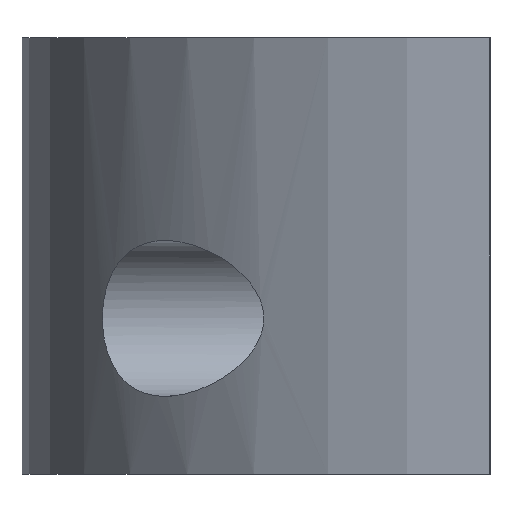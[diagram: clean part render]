
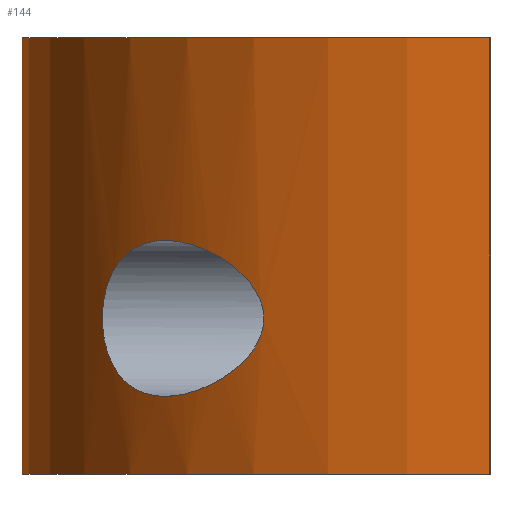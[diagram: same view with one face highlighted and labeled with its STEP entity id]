
A CAD part, left-side view. The second image highlights one B-rep face of the part: STEP entity #144.
In plain terms, the highlighted cylindrical face has radius 16 mm (diameter 32 mm), a partial arc.
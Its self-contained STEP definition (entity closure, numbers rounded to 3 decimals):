
#16=FACE_BOUND('',#36,.T.);
#17=FACE_BOUND('',#37,.T.);
#26=FACE_OUTER_BOUND('',#35,.T.);
#35=EDGE_LOOP('',(#114,#115,#116,#117));
#36=EDGE_LOOP('',(#118));
#37=EDGE_LOOP('',(#119));
#43=B_SPLINE_CURVE_WITH_KNOTS('',3,(#232,#233,#234,#235,#236,#237,#238,
#239,#240,#241,#242,#243,#244,#245,#246,#247,#248,#249,#250,#251,#252,#253,
#254,#255,#256,#257,#258,#259,#260,#261,#262,#263,#264,#265,#266,#267,#268,
#269),.UNSPECIFIED.,.T.,.F.,(4,2,2,2,2,2,2,2,2,2,2,2,2,2,2,2,2,2,4),(0.,
0.092,0.184,0.31,0.435,
0.586,0.736,0.834,0.883,
0.932,0.99,1.047,1.162,1.297,
1.432,1.551,1.669,1.768,1.867),
 .UNSPECIFIED.);
#44=B_SPLINE_CURVE_WITH_KNOTS('',3,(#275,#276,#277,#278,#279,#280,#281,
#282,#283,#284,#285,#286,#287,#288,#289,#290,#291,#292,#293,#294,#295,#296,
#297,#298,#299,#300,#301,#302,#303,#304,#305,#306,#307,#308,#309,#310,#311,
#312),.UNSPECIFIED.,.T.,.F.,(4,2,2,2,2,2,2,2,2,2,2,2,2,2,2,2,2,2,4),(0.,
0.049,0.098,0.196,0.346,
0.496,0.622,0.747,0.839,
0.931,1.03,1.129,1.247,1.366,
1.501,1.635,1.75,1.807,1.864),
 .UNSPECIFIED.);
#48=LINE('',#318,#58);
#51=LINE('',#326,#61);
#58=VECTOR('',#201,10.);
#61=VECTOR('',#208,10.);
#67=CIRCLE('',#178,16.);
#68=CIRCLE('',#179,16.);
#72=VERTEX_POINT('',#230);
#74=VERTEX_POINT('',#273);
#76=VERTEX_POINT('',#315);
#77=VERTEX_POINT('',#317);
#79=VERTEX_POINT('',#323);
#80=VERTEX_POINT('',#325);
#85=EDGE_CURVE('',#72,#72,#43,.T.);
#88=EDGE_CURVE('',#74,#74,#44,.T.);
#90=EDGE_CURVE('',#77,#76,#48,.T.);
#93=EDGE_CURVE('',#76,#79,#67,.T.);
#94=EDGE_CURVE('',#80,#79,#51,.T.);
#95=EDGE_CURVE('',#77,#80,#68,.T.);
#114=ORIENTED_EDGE('',*,*,#93,.T.);
#115=ORIENTED_EDGE('',*,*,#94,.F.);
#116=ORIENTED_EDGE('',*,*,#95,.F.);
#117=ORIENTED_EDGE('',*,*,#90,.T.);
#118=ORIENTED_EDGE('',*,*,#85,.T.);
#119=ORIENTED_EDGE('',*,*,#88,.T.);
#139=CYLINDRICAL_SURFACE('',#177,16.);
#144=ADVANCED_FACE('',(#26,#16,#17),#139,.T.);
#177=AXIS2_PLACEMENT_3D('',#322,#204,#205);
#178=AXIS2_PLACEMENT_3D('',#324,#206,#207);
#179=AXIS2_PLACEMENT_3D('',#327,#209,#210);
#201=DIRECTION('',(0.,0.,-1.));
#204=DIRECTION('center_axis',(0.,0.,-1.));
#205=DIRECTION('ref_axis',(1.,0.,0.));
#206=DIRECTION('center_axis',(0.,0.,1.));
#207=DIRECTION('ref_axis',(1.,0.,0.));
#208=DIRECTION('',(0.,0.,-1.));
#209=DIRECTION('center_axis',(0.,0.,1.));
#210=DIRECTION('ref_axis',(1.,0.,0.));
#230=CARTESIAN_POINT('',(8.732,30.657,-9.));
#232=CARTESIAN_POINT('Ctrl Pts',(8.732,30.657,-9.));
#233=CARTESIAN_POINT('Ctrl Pts',(8.732,30.657,-9.307));
#234=CARTESIAN_POINT('Ctrl Pts',(8.793,30.618,-9.63));
#235=CARTESIAN_POINT('Ctrl Pts',(9.025,30.463,-10.216));
#236=CARTESIAN_POINT('Ctrl Pts',(9.196,30.345,-10.477));
#237=CARTESIAN_POINT('Ctrl Pts',(9.635,30.028,-10.96));
#238=CARTESIAN_POINT('Ctrl Pts',(9.949,29.788,-11.174));
#239=CARTESIAN_POINT('Ctrl Pts',(10.599,29.243,-11.444));
#240=CARTESIAN_POINT('Ctrl Pts',(10.934,28.938,-11.5));
#241=CARTESIAN_POINT('Ctrl Pts',(11.59,28.292,-11.5));
#242=CARTESIAN_POINT('Ctrl Pts',(11.957,27.894,-11.42));
#243=CARTESIAN_POINT('Ctrl Pts',(12.62,27.099,-11.111));
#244=CARTESIAN_POINT('Ctrl Pts',(12.917,26.702,-10.884));
#245=CARTESIAN_POINT('Ctrl Pts',(13.306,26.139,-10.416));
#246=CARTESIAN_POINT('Ctrl Pts',(13.454,25.912,-10.182));
#247=CARTESIAN_POINT('Ctrl Pts',(13.614,25.657,-9.774));
#248=CARTESIAN_POINT('Ctrl Pts',(13.657,25.586,-9.628));
#249=CARTESIAN_POINT('Ctrl Pts',(13.716,25.489,-9.323));
#250=CARTESIAN_POINT('Ctrl Pts',(13.732,25.462,-9.163));
#251=CARTESIAN_POINT('Ctrl Pts',(13.732,25.462,-8.809));
#252=CARTESIAN_POINT('Ctrl Pts',(13.71,25.498,-8.627));
#253=CARTESIAN_POINT('Ctrl Pts',(13.634,25.624,-8.284));
#254=CARTESIAN_POINT('Ctrl Pts',(13.579,25.713,-8.123));
#255=CARTESIAN_POINT('Ctrl Pts',(13.377,26.031,-7.675));
#256=CARTESIAN_POINT('Ctrl Pts',(13.192,26.309,-7.425));
#257=CARTESIAN_POINT('Ctrl Pts',(12.773,26.894,-7.005));
#258=CARTESIAN_POINT('Ctrl Pts',(12.495,27.254,-6.818));
#259=CARTESIAN_POINT('Ctrl Pts',(11.886,27.971,-6.565));
#260=CARTESIAN_POINT('Ctrl Pts',(11.553,28.328,-6.5));
#261=CARTESIAN_POINT('Ctrl Pts',(10.95,28.922,-6.5));
#262=CARTESIAN_POINT('Ctrl Pts',(10.633,29.212,-6.55));
#263=CARTESIAN_POINT('Ctrl Pts',(10.014,29.735,-6.792));
#264=CARTESIAN_POINT('Ctrl Pts',(9.713,29.969,-6.984));
#265=CARTESIAN_POINT('Ctrl Pts',(9.257,30.302,-7.439));
#266=CARTESIAN_POINT('Ctrl Pts',(9.065,30.436,-7.71));
#267=CARTESIAN_POINT('Ctrl Pts',(8.802,30.613,-8.326));
#268=CARTESIAN_POINT('Ctrl Pts',(8.732,30.657,-8.67));
#269=CARTESIAN_POINT('Ctrl Pts',(8.732,30.657,-9.));
#273=CARTESIAN_POINT('',(-13.709,25.5,-9.));
#275=CARTESIAN_POINT('Ctrl Pts',(-13.709,25.5,-9.));
#276=CARTESIAN_POINT('Ctrl Pts',(-13.709,25.5,-9.163));
#277=CARTESIAN_POINT('Ctrl Pts',(-13.693,25.527,-9.323));
#278=CARTESIAN_POINT('Ctrl Pts',(-13.634,25.624,-9.628));
#279=CARTESIAN_POINT('Ctrl Pts',(-13.591,25.694,-9.774));
#280=CARTESIAN_POINT('Ctrl Pts',(-13.431,25.948,-10.183));
#281=CARTESIAN_POINT('Ctrl Pts',(-13.283,26.174,-10.417));
#282=CARTESIAN_POINT('Ctrl Pts',(-12.893,26.734,-10.884));
#283=CARTESIAN_POINT('Ctrl Pts',(-12.596,27.13,-11.112));
#284=CARTESIAN_POINT('Ctrl Pts',(-11.933,27.921,-11.421));
#285=CARTESIAN_POINT('Ctrl Pts',(-11.566,28.317,-11.5));
#286=CARTESIAN_POINT('Ctrl Pts',(-10.911,28.96,-11.5));
#287=CARTESIAN_POINT('Ctrl Pts',(-10.576,29.264,-11.444));
#288=CARTESIAN_POINT('Ctrl Pts',(-9.926,29.806,-11.174));
#289=CARTESIAN_POINT('Ctrl Pts',(-9.612,30.045,-10.96));
#290=CARTESIAN_POINT('Ctrl Pts',(-9.174,30.361,-10.478));
#291=CARTESIAN_POINT('Ctrl Pts',(-9.002,30.478,-10.216));
#292=CARTESIAN_POINT('Ctrl Pts',(-8.769,30.633,-9.631));
#293=CARTESIAN_POINT('Ctrl Pts',(-8.709,30.672,-9.307));
#294=CARTESIAN_POINT('Ctrl Pts',(-8.709,30.672,-8.671));
#295=CARTESIAN_POINT('Ctrl Pts',(-8.778,30.628,-8.326));
#296=CARTESIAN_POINT('Ctrl Pts',(-9.041,30.452,-7.71));
#297=CARTESIAN_POINT('Ctrl Pts',(-9.234,30.319,-7.439));
#298=CARTESIAN_POINT('Ctrl Pts',(-9.689,29.986,-6.984));
#299=CARTESIAN_POINT('Ctrl Pts',(-9.991,29.754,-6.792));
#300=CARTESIAN_POINT('Ctrl Pts',(-10.61,29.233,-6.55));
#301=CARTESIAN_POINT('Ctrl Pts',(-10.927,28.944,-6.5));
#302=CARTESIAN_POINT('Ctrl Pts',(-11.53,28.352,-6.5));
#303=CARTESIAN_POINT('Ctrl Pts',(-11.862,27.997,-6.564));
#304=CARTESIAN_POINT('Ctrl Pts',(-12.472,27.283,-6.817));
#305=CARTESIAN_POINT('Ctrl Pts',(-12.75,26.925,-7.005));
#306=CARTESIAN_POINT('Ctrl Pts',(-13.169,26.343,-7.425));
#307=CARTESIAN_POINT('Ctrl Pts',(-13.354,26.066,-7.675));
#308=CARTESIAN_POINT('Ctrl Pts',(-13.556,25.75,-8.124));
#309=CARTESIAN_POINT('Ctrl Pts',(-13.611,25.661,-8.285));
#310=CARTESIAN_POINT('Ctrl Pts',(-13.687,25.536,-8.628));
#311=CARTESIAN_POINT('Ctrl Pts',(-13.709,25.5,-8.809));
#312=CARTESIAN_POINT('Ctrl Pts',(-13.709,25.5,-9.));
#315=CARTESIAN_POINT('',(15.969,18.25,-14.));
#317=CARTESIAN_POINT('',(15.969,18.25,0.));
#318=CARTESIAN_POINT('',(15.969,18.25,0.));
#322=CARTESIAN_POINT('Origin',(0.,17.25,0.));
#323=CARTESIAN_POINT('',(-15.969,18.25,-14.));
#324=CARTESIAN_POINT('Origin',(0.,17.25,-14.));
#325=CARTESIAN_POINT('',(-15.969,18.25,0.));
#326=CARTESIAN_POINT('',(-15.969,18.25,0.));
#327=CARTESIAN_POINT('Origin',(0.,17.25,0.));
